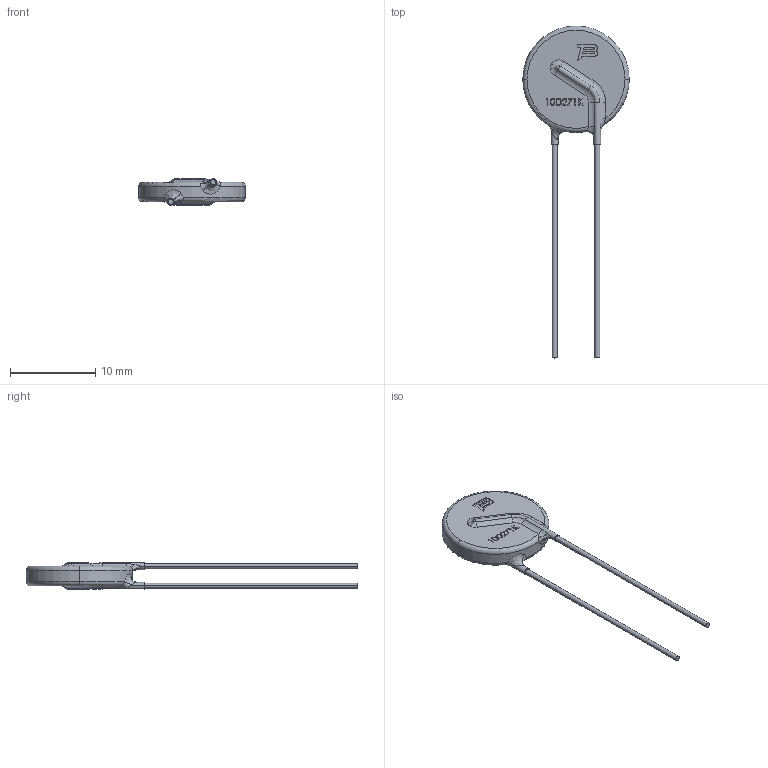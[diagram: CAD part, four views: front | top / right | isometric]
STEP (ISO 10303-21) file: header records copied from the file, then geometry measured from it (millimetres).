
FILE_DESCRIPTION (( 'STEP AP214' ), '1' );
FILE_NAME ('MOV-10D271K.STP', '2025-01-21T23:04:53', ( '' ), ( '' ), 'SwSTEP 2.0', 'SolidWorks 2021', '' );
FILE_SCHEMA (( 'AUTOMOTIVE_DESIGN' ));
Length unit declared in the file: millimetre
Products named in the file (1): MOV-10D271K
Bounding box: 12.5 x 38.96 x 3.1 mm (x, y, z)
Volume: 301.2 mm3; surface area: 433 mm2
Topology: 3 solids, 3 shells, 153 faces, 389 edges, 252 vertices
Faces by surface type: plane 75, bspline 38, cylinder 20, torus 18, sphere 2
Entity records: 8349 total; most frequent: CARTESIAN_POINT 4176, ORIENTED_EDGE 770, DIRECTION 605, EDGE_CURVE 385, VERTEX_POINT 250, VECTOR 221, LINE 221, AXIS2_PLACEMENT_3D 192
